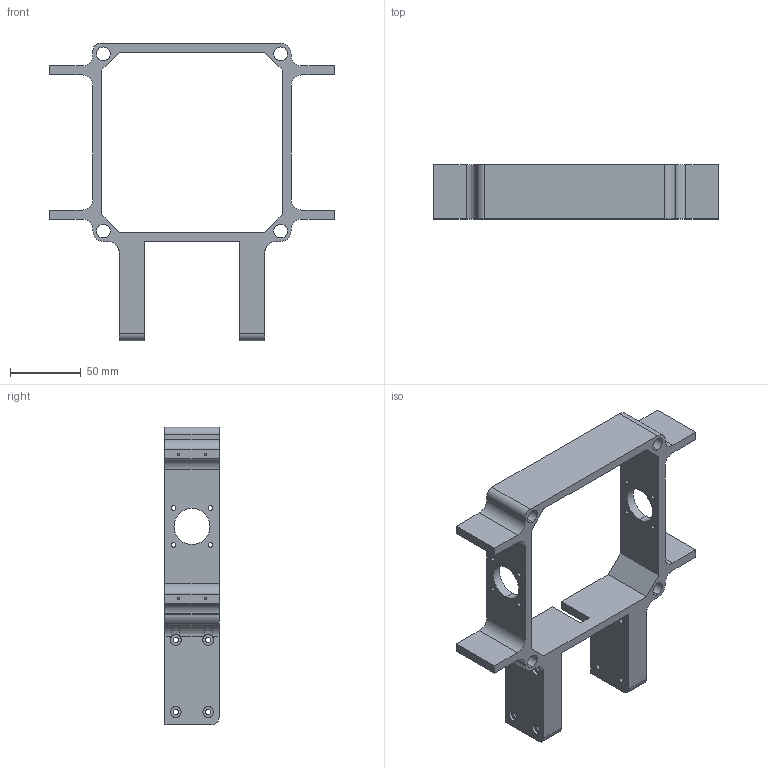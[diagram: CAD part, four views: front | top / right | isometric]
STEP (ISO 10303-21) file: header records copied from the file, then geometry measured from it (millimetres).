
FILE_DESCRIPTION (( 'STEP AP203' ), '1' );
FILE_NAME ('Combat base.STEP', '2023-07-20T02:09:02', ( '' ), ( '' ), 'SwSTEP 2.0', 'SolidWorks 2021', '' );
FILE_SCHEMA (( 'CONFIG_CONTROL_DESIGN' ));
Length unit declared in the file: inch
Products named in the file (1): Combat base
Bounding box: 200.66 x 38.1 x 209.55 mm (x, y, z)
Volume: 245821.6 mm3; surface area: 77522.4 mm2
Topology: 1 solids, 1 shells, 157 faces, 424 edges, 280 vertices
Faces by surface type: cylinder 96, plane 57, bspline 4
Entity records: 5393 total; most frequent: CARTESIAN_POINT 1094, DIRECTION 928, ORIENTED_EDGE 848, EDGE_CURVE 424, AXIS2_PLACEMENT_3D 354, VERTEX_POINT 280, VECTOR 220, LINE 220
